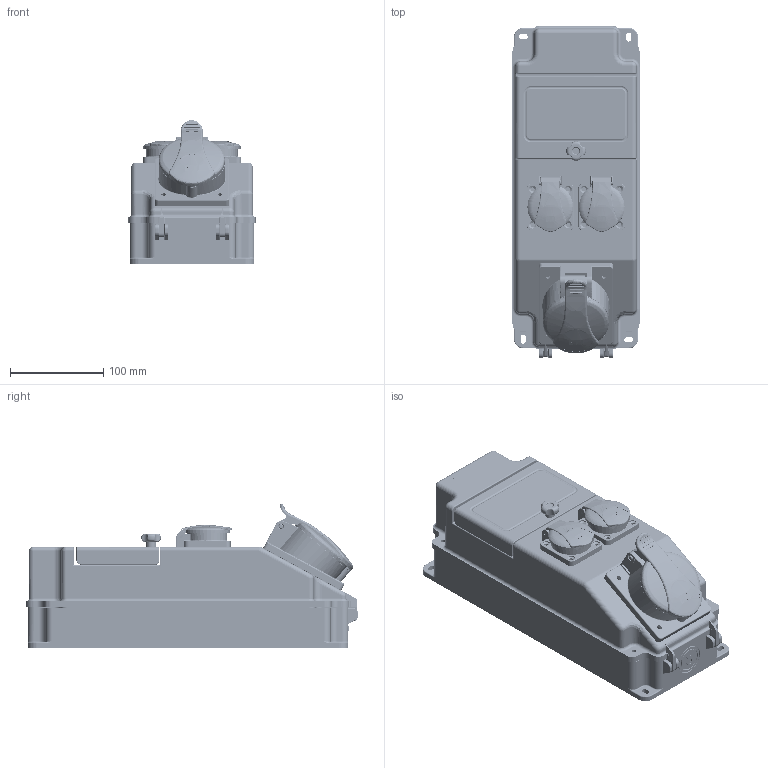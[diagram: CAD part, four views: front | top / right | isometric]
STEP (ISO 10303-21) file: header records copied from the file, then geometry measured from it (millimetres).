
FILE_DESCRIPTION((''),'2;1');
FILE_NAME('ROS5_Z_MAKETA_1_ASM','2022-01-03T14:26:59',('marketing.praksa'),('Audax d.o.o.'),'CREO PARAMETRIC BY PTC INC, 2021304','CREO PARAMETRIC BY PTC INC, 2021304','');
FILE_SCHEMA(('AP242_MANAGED_MODEL_BASED_3D_ENGINEERING_MIM_LF { 1 0 10303 442 1 1 4 }'));
Products named in the file (23): PRT0013; ABC_1_1; ABC_1_1_2_2; PRT9569; 1_1_1; PRT9562_1_1_2_3_4_5_1; PRT9562_1_1_2_3_4_5_2; PRT9562_1_1_2_3_4_5_3; PRT9562_1_1_2_3_4_5_ASM; PRT0017_1_1; ASM010411_ASM_1_1_ASM; ASM00010_ASM; PRT0001_1_1_2_3_1; PRT0001_1_1_2_3_2; PRT0001_1_1_2_3_ASM; PRT0001_1_2_1_1; PRT9563_1_1_2_1; PRT9563_1_1_2_2; PRT9563_1_1_2_3; PRT9563_1_1_2_ASM; 1_ASM_1_1_2_ASM; ASM000155_ASM; ROS5_Z_MAKETA_1_ASM
Assembly tree (23 placements, depth 5):
  ROS5_Z_MAKETA_1_ASM
    PRT0013
    ABC_1_1
    ABC_1_1_2_2
    PRT9569
    ASM00010_ASM  x2
      ASM010411_ASM_1_1_ASM
        1_1_1
        PRT9562_1_1_2_3_4_5_ASM
          PRT9562_1_1_2_3_4_5_1
          PRT9562_1_1_2_3_4_5_2
          PRT9562_1_1_2_3_4_5_3
        PRT0017_1_1
    ASM000155_ASM
      1_ASM_1_1_2_ASM
        PRT0001_1_1_2_3_ASM
          PRT0001_1_1_2_3_1
          PRT0001_1_1_2_3_2
        PRT0001_1_2_1_1
        PRT9563_1_1_2_ASM
          PRT9563_1_1_2_1
          PRT9563_1_1_2_2
          PRT9563_1_1_2_3
Bounding box: 136 x 355.45 x 153.98 mm (x, y, z)
Volume: 824314.6 mm3; surface area: 614026.5 mm2
Topology: 22 solids, 27 shells, 9834 faces, 27207 edges, 17480 vertices
Faces by surface type: plane 5678, cylinder 2615, torus 664, cone 310, bspline 307, sphere 260
Entity records: 377386 total; most frequent: CARTESIAN_POINT 70277, ORIENTED_EDGE 44792, DIRECTION 42201, PRESENTATION_STYLE_ASSIGNMENT 26764, STYLED_ITEM 26764, CURVE_STYLE 22396, EDGE_CURVE 22396, VECTOR 14689
